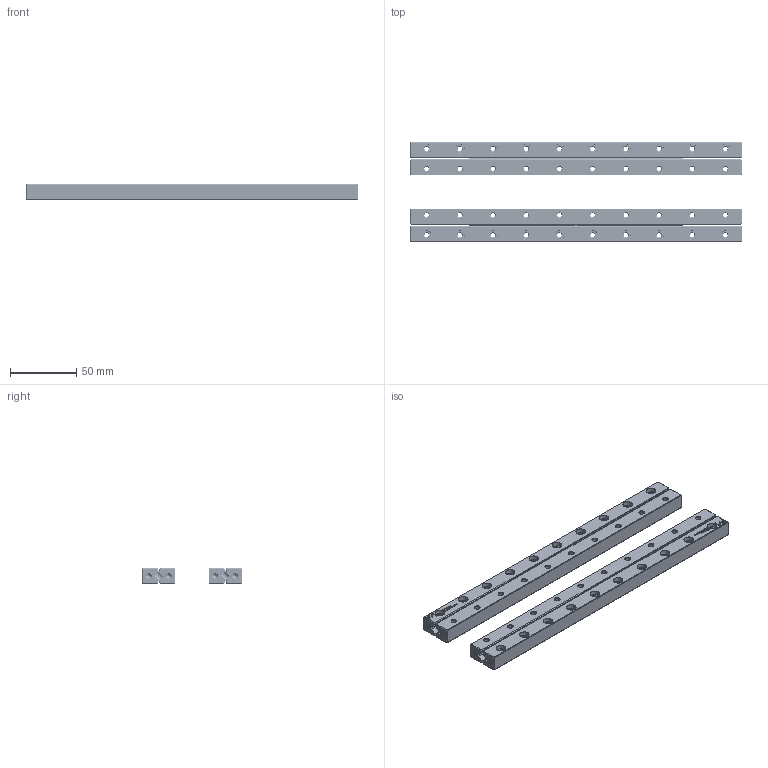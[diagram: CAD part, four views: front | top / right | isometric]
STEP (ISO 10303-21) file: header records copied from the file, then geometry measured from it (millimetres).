
FILE_DESCRIPTION(/* description */ (''),/* implementation_level */ '2;1');
FILE_NAME(/* name */ 'Set RNG-6250x22KRE-ACC_stp.stp',/* time_stamp */ '2025-05-14T08:27:06+02:00',/* author */ (''),/* organization */ (''),/* preprocessor_version */ 'ST-DEVELOPER v16.7',/* originating_system */ 'SIEMENS PLM Software NX 12.0',/* authorisation */ '');
FILE_SCHEMA (('AUTOMOTIVE_DESIGN { 1 0 10303 214 3 1 1 1 }'));
Products named in the file (1): Set RNG-6250x22KRE-ACC_stp
Bounding box: 250 x 75 x 12 mm (x, y, z)
Volume: 128526.7 mm3; surface area: 82411.2 mm2
Topology: 60 solids, 60 shells, 6768 faces, 18826 edges, 12406 vertices
Faces by surface type: plane 4616, cylinder 1060, bspline 536, cone 332, extrusion 124, torus 100
Full cylindrical faces by diameter (mm): 0.8 x192, 2 x8, 2.26 x8, 3.2 x8, 3.3 x40, 4 x44, 6 x44, 7 x40
Entity records: 230102 total; most frequent: CARTESIAN_POINT 54293, ORIENTED_EDGE 35952, DIRECTION 30826, EDGE_CURVE 17976, VECTOR 13888, LINE 13764, VERTEX_POINT 12292, AXIS2_PLACEMENT_3D 8469
